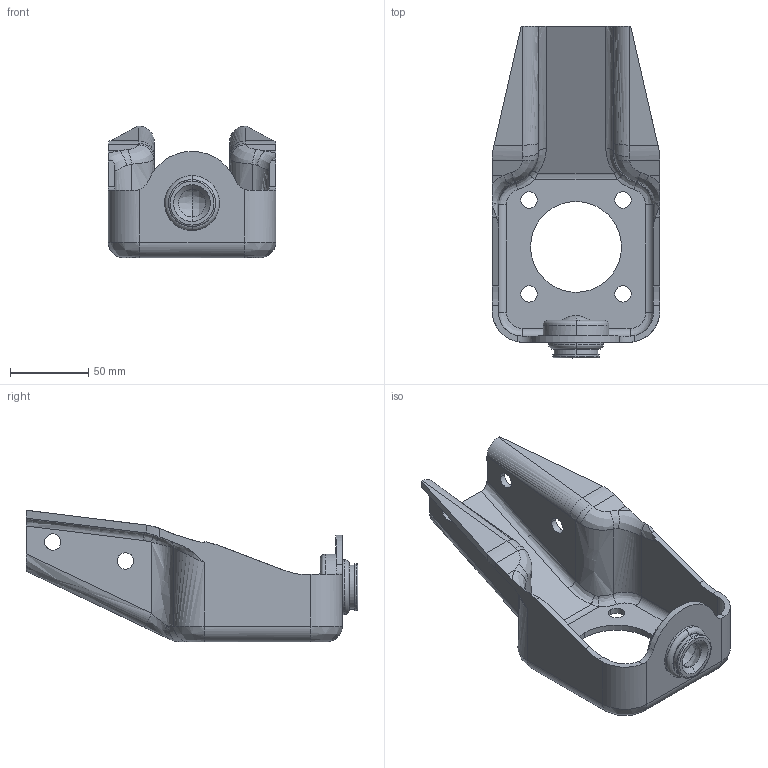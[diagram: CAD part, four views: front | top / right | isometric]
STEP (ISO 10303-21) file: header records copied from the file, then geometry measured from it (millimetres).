
FILE_DESCRIPTION(/* description */ (''),/* implementation_level */ '2;1');
FILE_NAME(/* name */ 'P5',/* time_stamp */ '2017-08-10T12:26:21+02:00',/* author */ (''),/* organization */ (''),/* preprocessor_version */ 'ST-DEVELOPER v15',/* originating_system */ '',/* authorisation */ '');
FILE_SCHEMA (('CONFIG_CONTROL_DESIGN'));
Length unit declared in the file: millimetre
Products named in the file (1): Document
Bounding box: 107.04 x 212.01 x 84.03 mm (x, y, z)
Volume: 181398.9 mm3; surface area: 89534.8 mm2
Topology: 1 solids, 1 shells, 159 faces, 413 edges, 255 vertices
Faces by surface type: bspline 124, plane 35
Entity records: 8263 total; most frequent: CARTESIAN_POINT 5845, ORIENTED_EDGE 812, EDGE_CURVE 406, VERTEX_POINT 255, B_SPLINE_CURVE_WITH_KNOTS 223, EDGE_LOOP 183, ADVANCED_FACE 159, FACE_OUTER_BOUND 159
